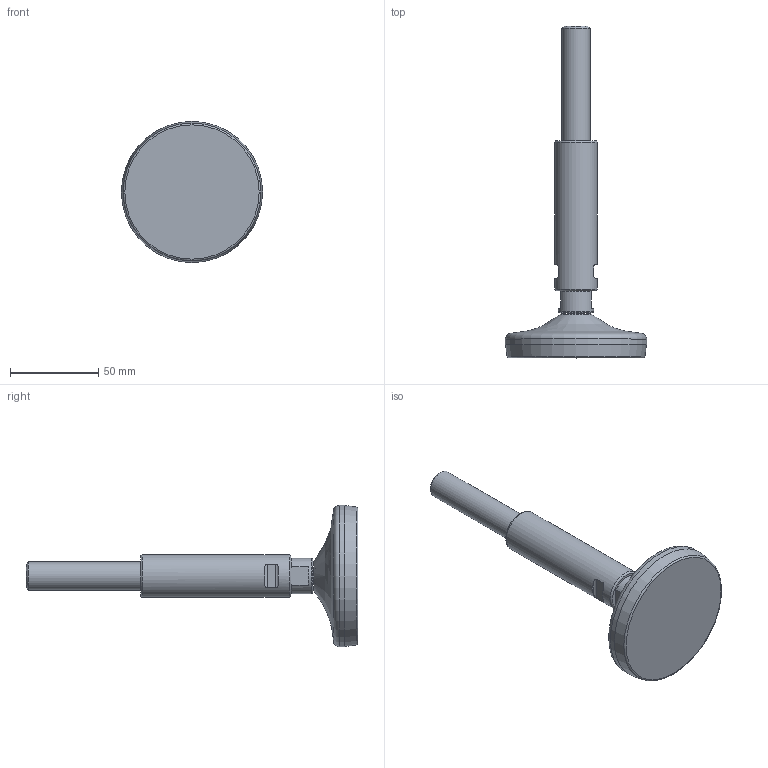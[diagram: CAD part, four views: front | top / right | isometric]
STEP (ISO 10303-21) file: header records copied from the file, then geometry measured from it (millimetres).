
FILE_DESCRIPTION( ( 'STEP AP214' ), '1' );
FILE_NAME( 'K0741.08016X14300.stp', '2020-12-09T15:45:22', ( '' ), ( '' ), ' ', 'PARTsolutions', ' ' );
FILE_SCHEMA( ( 'AUTOMOTIVE_DESIGN { 1 0 10303 214 1 1 1 1 }' ) );
Length unit declared in the file: millimetre
Products named in the file (1): _K0741.08016X14300
Bounding box: 80 x 188 x 80 mm (x, y, z)
Volume: 136212.4 mm3; surface area: 24285.5 mm2
Topology: 1 solids, 1 shells, 36 faces, 75 edges, 47 vertices
Faces by surface type: plane 16, cylinder 9, torus 8, cone 2, bspline 1
Full cylindrical faces by diameter (mm): 10 x1, 16 x1, 20 x1, 24 x1, 80 x1
Entity records: 1331 total; most frequent: CARTESIAN_POINT 322, DIRECTION 148, ORIENTED_EDGE 120, AXIS2_PLACEMENT_3D 64, EDGE_CURVE 60, EDGE_LOOP 56, FACE_OUTER_BOUND 48, VERTEX_POINT 46
